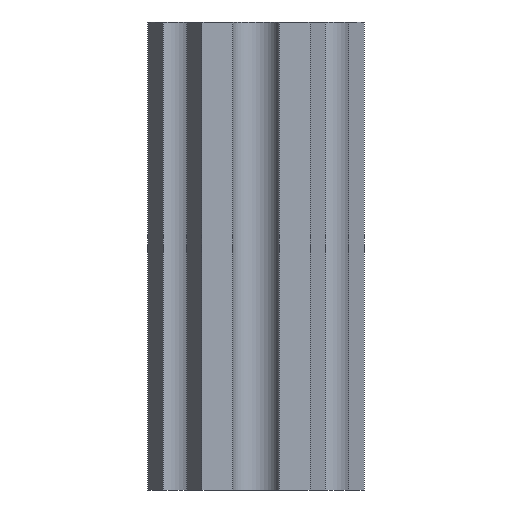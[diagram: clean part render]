
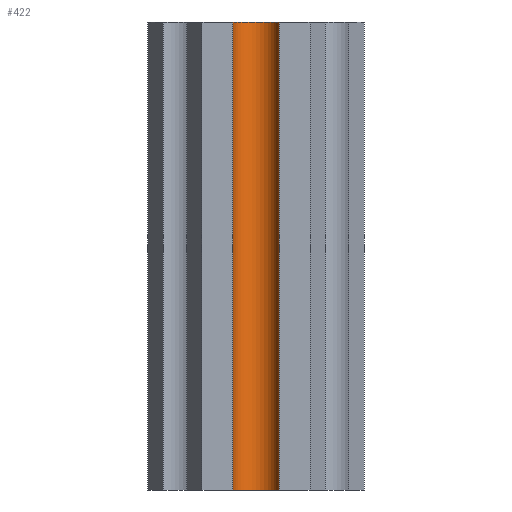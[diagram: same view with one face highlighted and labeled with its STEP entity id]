
A CAD part, front view. The second image highlights one B-rep face of the part: STEP entity #422.
In plain terms, the highlighted cylindrical face has radius 1.587 mm (diameter 3.175 mm), a partial arc.
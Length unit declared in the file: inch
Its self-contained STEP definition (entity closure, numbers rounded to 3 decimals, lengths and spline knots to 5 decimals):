
#18 = EDGE_LOOP ( 'NONE', ( #211, #841, #36, #266 ) ) ;
#36 = ORIENTED_EDGE ( 'NONE', *, *, #842, .F. ) ;
#41 = AXIS2_PLACEMENT_3D ( 'NONE', #257, #712, #327 ) ;
#102 = DIRECTION ( 'NONE',  ( 0., 0., -1. ) ) ;
#114 = CARTESIAN_POINT ( 'NONE',  ( 0., -0.25, 1.25 ) ) ;
#129 = LINE ( 'NONE', #200, #449 ) ;
#172 = LINE ( 'NONE', #768, #851 ) ;
#200 = CARTESIAN_POINT ( 'NONE',  ( 0.0625, -0.25, 1.25 ) ) ;
#211 = ORIENTED_EDGE ( 'NONE', *, *, #536, .T. ) ;
#257 = CARTESIAN_POINT ( 'NONE',  ( 0., -0.25, 0. ) ) ;
#266 = ORIENTED_EDGE ( 'NONE', *, *, #402, .T. ) ;
#273 = CARTESIAN_POINT ( 'NONE',  ( 0.0625, -0.25, 0. ) ) ;
#280 = DIRECTION ( 'NONE',  ( 0., 0., -1. ) ) ;
#314 = VERTEX_POINT ( 'NONE', #646 ) ;
#327 = DIRECTION ( 'NONE',  ( 1., 0., 0. ) ) ;
#398 = VERTEX_POINT ( 'NONE', #567 ) ;
#402 = EDGE_CURVE ( 'NONE', #314, #398, #172, .T. ) ;
#422 = ADVANCED_FACE ( 'NONE', ( #822 ), #772, .F. ) ;
#426 = DIRECTION ( 'NONE',  ( 0., 0., -1. ) ) ;
#449 = VECTOR ( 'NONE', #576, 39.37008 ) ;
#488 = CIRCLE ( 'NONE', #41, 0.0625 ) ;
#536 = EDGE_CURVE ( 'NONE', #398, #735, #488, .T. ) ;
#552 = DIRECTION ( 'NONE',  ( -1., 0., 0. ) ) ;
#567 = CARTESIAN_POINT ( 'NONE',  ( -0.0625, -0.25, 0. ) ) ;
#570 = EDGE_CURVE ( 'NONE', #829, #735, #129, .T. ) ;
#576 = DIRECTION ( 'NONE',  ( 0., 0., -1. ) ) ;
#621 = AXIS2_PLACEMENT_3D ( 'NONE', #114, #426, #552 ) ;
#646 = CARTESIAN_POINT ( 'NONE',  ( -0.0625, -0.25, 1.25 ) ) ;
#654 = CARTESIAN_POINT ( 'NONE',  ( 0.0625, -0.25, 1.25 ) ) ;
#669 = DIRECTION ( 'NONE',  ( 1., 0., 0. ) ) ;
#712 = DIRECTION ( 'NONE',  ( 0., 0., -1. ) ) ;
#724 = AXIS2_PLACEMENT_3D ( 'NONE', #734, #280, #669 ) ;
#734 = CARTESIAN_POINT ( 'NONE',  ( 0., -0.25, 1.25 ) ) ;
#735 = VERTEX_POINT ( 'NONE', #273 ) ;
#768 = CARTESIAN_POINT ( 'NONE',  ( -0.0625, -0.25, 1.25 ) ) ;
#772 = CYLINDRICAL_SURFACE ( 'NONE', #621, 0.0625 ) ;
#792 = CIRCLE ( 'NONE', #724, 0.0625 ) ;
#822 = FACE_OUTER_BOUND ( 'NONE', #18, .T. ) ;
#829 = VERTEX_POINT ( 'NONE', #654 ) ;
#841 = ORIENTED_EDGE ( 'NONE', *, *, #570, .F. ) ;
#842 = EDGE_CURVE ( 'NONE', #314, #829, #792, .T. ) ;
#851 = VECTOR ( 'NONE', #102, 39.37008 ) ;
